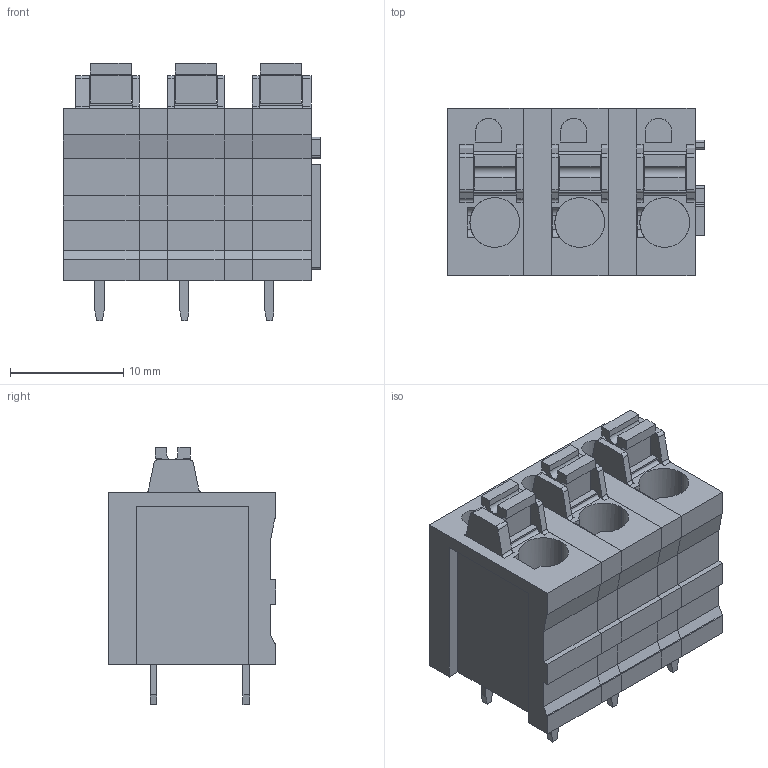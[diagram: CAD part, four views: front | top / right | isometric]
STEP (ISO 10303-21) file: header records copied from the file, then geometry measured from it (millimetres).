
FILE_DESCRIPTION(('CATIA V5 STEP Exchange','CAx-IF Rec.Pracs.--- Model Styling and Organization---1.4--- 2014-01-23'),'2;1');
FILE_NAME ('1296375-1_0', '2022-05-31T06:19:42+00:00', ('none'), ('Weidmueller'), 'CATIA Version 5-6 Release 2016 SP3 HF44', 'CATIA V5 STEP AP214', 'none');
FILE_SCHEMA(('AUTOMOTIVE_DESIGN { 1 0 10303 214 1 1 1 1 }'));
Length unit declared in the file: millimetre
Products named in the file (1): 2774550000
Bounding box: 22.73 x 14.8 x 22.7 mm (x, y, z)
Volume: 4553.8 mm3; surface area: 4542.6 mm2
Topology: 14 solids, 14 shells, 337 faces, 900 edges, 600 vertices
Faces by surface type: plane 265, cylinder 72
Entity records: 10355 total; most frequent: CARTESIAN_POINT 2040, ORIENTED_EDGE 1800, DIRECTION 1475, EDGE_CURVE 900, VECTOR 750, LINE 750, VERTEX_POINT 600, AXIS2_PLACEMENT_3D 426
